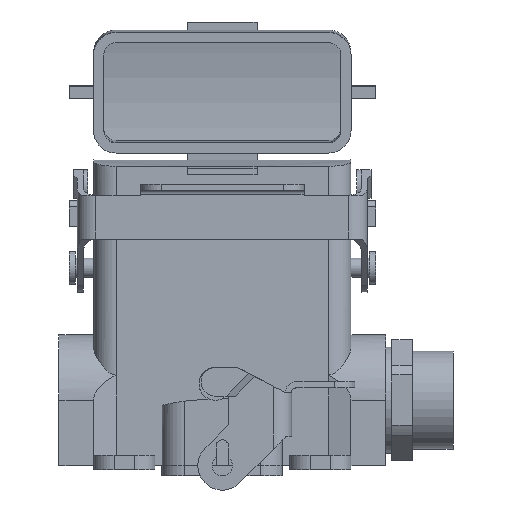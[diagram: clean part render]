
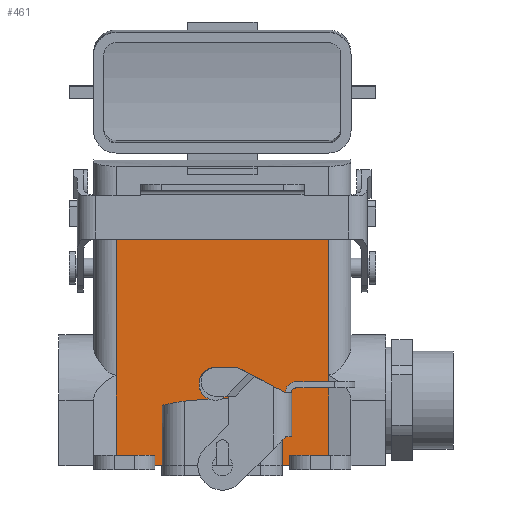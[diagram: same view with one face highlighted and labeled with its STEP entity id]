
A CAD part, front view. The second image highlights one B-rep face of the part: STEP entity #461.
In plain terms, the highlighted planar face has unit normal (0, -1, 0).
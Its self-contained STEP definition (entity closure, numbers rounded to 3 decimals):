
#461 = ADVANCED_FACE( '', ( #1094 ), #1095, .T. );
#1094 = FACE_OUTER_BOUND( '', #1947, .T. );
#1095 = PLANE( '', #1948 );
#1947 = EDGE_LOOP( '', ( #3231, #3232, #3233, #3234, #3235, #3236, #3237, #3238, #3239, #3240 ) );
#1948 = AXIS2_PLACEMENT_3D( '', #3241, #3242, #3243 );
#3231 = ORIENTED_EDGE( '', *, *, #4914, .T. );
#3232 = ORIENTED_EDGE( '', *, *, #5259, .F. );
#3233 = ORIENTED_EDGE( '', *, *, #5236, .T. );
#3234 = ORIENTED_EDGE( '', *, *, #5260, .F. );
#3235 = ORIENTED_EDGE( '', *, *, #5261, .F. );
#3236 = ORIENTED_EDGE( '', *, *, #5262, .T. );
#3237 = ORIENTED_EDGE( '', *, *, #5263, .F. );
#3238 = ORIENTED_EDGE( '', *, *, #5264, .F. );
#3239 = ORIENTED_EDGE( '', *, *, #5265, .F. );
#3240 = ORIENTED_EDGE( '', *, *, #5266, .T. );
#3241 = CARTESIAN_POINT( '', ( -26., -14.75, 56. ) );
#3242 = DIRECTION( '', ( 0., -1., 0. ) );
#3243 = DIRECTION( '', ( 0., 0., 1. ) );
#4914 = EDGE_CURVE( '', #5861, #5859, #5862, .T. );
#5236 = EDGE_CURVE( '', #6403, #6401, #6404, .T. );
#5259 = EDGE_CURVE( '', #6403, #5859, #6438, .T. );
#5260 = EDGE_CURVE( '', #6439, #6401, #6440, .T. );
#5261 = EDGE_CURVE( '', #6441, #6439, #6442, .T. );
#5262 = EDGE_CURVE( '', #6441, #6443, #6444, .T. );
#5263 = EDGE_CURVE( '', #6073, #6443, #6445, .T. );
#5264 = EDGE_CURVE( '', #6446, #6073, #6447, .T. );
#5265 = EDGE_CURVE( '', #6448, #6446, #6449, .T. );
#5266 = EDGE_CURVE( '', #6448, #5861, #6450, .T. );
#5859 = VERTEX_POINT( '', #7249 );
#5861 = VERTEX_POINT( '', #7252 );
#5862 = LINE( '', #7253, #7254 );
#6073 = VERTEX_POINT( '', #7573 );
#6401 = VERTEX_POINT( '', #8071 );
#6403 = VERTEX_POINT( '', #8074 );
#6404 = LINE( '', #8075, #8076 );
#6438 = LINE( '', #8119, #8120 );
#6439 = VERTEX_POINT( '', #8121 );
#6440 = LINE( '', #8122, #8123 );
#6441 = VERTEX_POINT( '', #8124 );
#6442 = LINE( '', #8125, #8126 );
#6443 = VERTEX_POINT( '', #8127 );
#6444 = LINE( '', #8128, #8129 );
#6445 = LINE( '', #8130, #8131 );
#6446 = VERTEX_POINT( '', #8132 );
#6447 = LINE( '', #8133, #8134 );
#6448 = VERTEX_POINT( '', #8135 );
#6449 = LINE( '', #8136, #8137 );
#6450 = LINE( '', #8138, #8139 );
#7249 = CARTESIAN_POINT( '', ( -26., -14.75, 2.5 ) );
#7252 = CARTESIAN_POINT( '', ( -26., -14.75, 22.2 ) );
#7253 = CARTESIAN_POINT( '', ( -26., -14.75, 70.654 ) );
#7254 = VECTOR( '', #9254, 1000. );
#7573 = CARTESIAN_POINT( '', ( 26., -14.75, 22.2 ) );
#8071 = CARTESIAN_POINT( '', ( -16.5, -14.75, 0. ) );
#8074 = CARTESIAN_POINT( '', ( -16.5, -14.75, 2.5 ) );
#8075 = CARTESIAN_POINT( '', ( -16.5, -14.75, 56. ) );
#8076 = VECTOR( '', #9650, 1000. );
#8119 = CARTESIAN_POINT( '', ( -26., -14.75, 2.5 ) );
#8120 = VECTOR( '', #9681, 1000. );
#8121 = CARTESIAN_POINT( '', ( 16.5, -14.75, 0. ) );
#8122 = CARTESIAN_POINT( '', ( 0., -14.75, 0. ) );
#8123 = VECTOR( '', #9682, 1000. );
#8124 = CARTESIAN_POINT( '', ( 16.5, -14.75, 2.5 ) );
#8125 = CARTESIAN_POINT( '', ( 16.5, -14.75, 56. ) );
#8126 = VECTOR( '', #9683, 1000. );
#8127 = CARTESIAN_POINT( '', ( 26., -14.75, 2.5 ) );
#8128 = CARTESIAN_POINT( '', ( 26., -14.75, 2.5 ) );
#8129 = VECTOR( '', #9684, 1000. );
#8130 = CARTESIAN_POINT( '', ( 26., -14.75, 70.654 ) );
#8131 = VECTOR( '', #9685, 1000. );
#8132 = CARTESIAN_POINT( '', ( 26., -14.75, 56. ) );
#8133 = CARTESIAN_POINT( '', ( 26., -14.75, 56. ) );
#8134 = VECTOR( '', #9686, 1000. );
#8135 = CARTESIAN_POINT( '', ( -26., -14.75, 56. ) );
#8136 = CARTESIAN_POINT( '', ( -26., -14.75, 56. ) );
#8137 = VECTOR( '', #9687, 1000. );
#8138 = CARTESIAN_POINT( '', ( -26., -14.75, 56. ) );
#8139 = VECTOR( '', #9688, 1000. );
#9254 = DIRECTION( '', ( 0., 0., -1. ) );
#9650 = DIRECTION( '', ( 0., 0., -1. ) );
#9681 = DIRECTION( '', ( -1., 0., 0. ) );
#9682 = DIRECTION( '', ( -1., 0., 0. ) );
#9683 = DIRECTION( '', ( 0., 0., -1. ) );
#9684 = DIRECTION( '', ( 1., 0., 0. ) );
#9685 = DIRECTION( '', ( 0., 0., -1. ) );
#9686 = DIRECTION( '', ( 0., 0., -1. ) );
#9687 = DIRECTION( '', ( 1., 0., 0. ) );
#9688 = DIRECTION( '', ( 0., 0., -1. ) );
